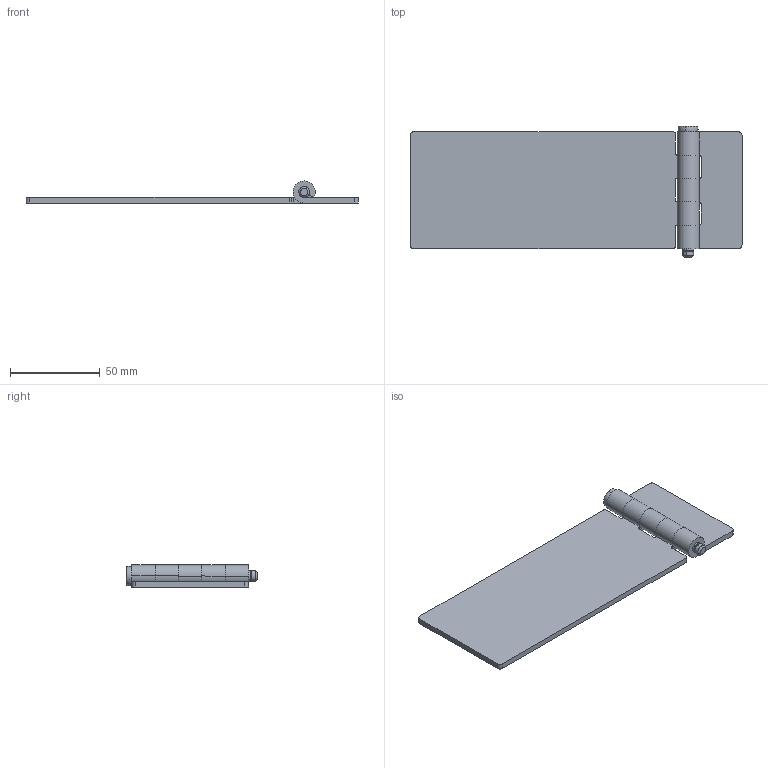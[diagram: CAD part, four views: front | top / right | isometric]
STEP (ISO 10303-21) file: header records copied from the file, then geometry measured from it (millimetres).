
FILE_DESCRIPTION (( 'STEP AP214' ), '1' );
FILE_NAME ('TH_67_1.STEP', '2015-05-22T00:55:48', ( '' ), ( '' ), 'SwSTEP 2.0', 'SolidWorks 2015', '' );
FILE_SCHEMA (( 'AUTOMOTIVE_DESIGN' ));
Length unit declared in the file: millimetre
Products named in the file (4): hinge piece_A; shaft; hinge piece_B; TH_67_1
Assembly tree (3 placements, depth 2):
  TH_67_1
    hinge piece_B
    shaft
    hinge piece_A
Bounding box: 185 x 73 x 12.4 mm (x, y, z)
Volume: 44201.7 mm3; surface area: 30722.3 mm2
Topology: 3 solids, 3 shells, 87 faces, 239 edges, 159 vertices
Faces by surface type: cylinder 50, plane 33, cone 2, sphere 2
Entity records: 2932 total; most frequent: DIRECTION 530, CARTESIAN_POINT 483, ORIENTED_EDGE 468, EDGE_CURVE 234, AXIS2_PLACEMENT_3D 203, VERTEX_POINT 156, VECTOR 124, LINE 124
